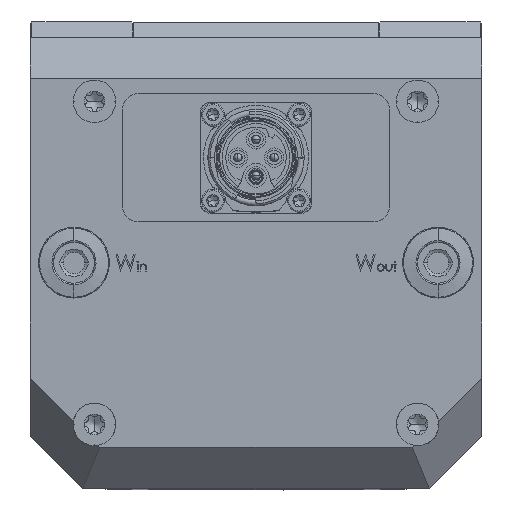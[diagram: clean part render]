
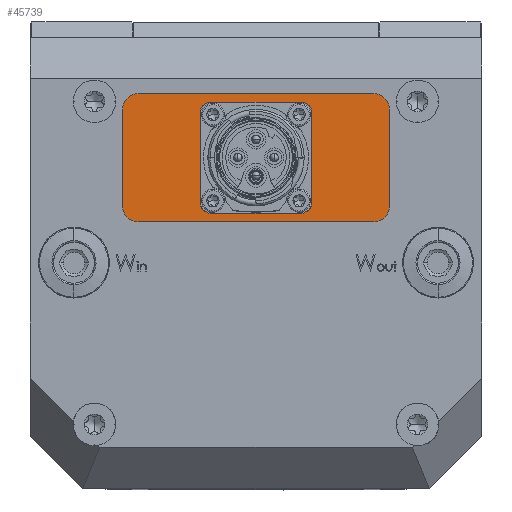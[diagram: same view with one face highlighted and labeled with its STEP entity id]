
A CAD part, top view. The second image highlights one B-rep face of the part: STEP entity #45739.
In plain terms, the highlighted planar face has unit normal (0, 0, 1).
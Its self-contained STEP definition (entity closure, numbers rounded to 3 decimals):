
#2828 = DIRECTION ( 'NONE',  ( 1., 0., 0. ) ) ;
#4721 = ORIENTED_EDGE ( 'NONE', *, *, #23441, .F. ) ;
#5803 = CARTESIAN_POINT ( 'NONE',  ( 10.85, 0., 3.5 ) ) ;
#6394 = DIRECTION ( 'NONE',  ( -1., 0., 0. ) ) ;
#7565 = CARTESIAN_POINT ( 'NONE',  ( 10.85, -8.85, 3.5 ) ) ;
#7725 = CARTESIAN_POINT ( 'NONE',  ( 0., 10.85, 3.5 ) ) ;
#8608 = LINE ( 'NONE', #196494, #229904 ) ;
#9094 = LINE ( 'NONE', #25171, #63027 ) ;
#16266 = LINE ( 'NONE', #166120, #203198 ) ;
#16276 = VERTEX_POINT ( 'NONE', #7565 ) ;
#18090 = CARTESIAN_POINT ( 'NONE',  ( 8.85, 8.85, 3.5 ) ) ;
#18697 = ORIENTED_EDGE ( 'NONE', *, *, #82205, .T. ) ;
#20257 = CARTESIAN_POINT ( 'NONE',  ( -23., 12.5, 3.5 ) ) ;
#21917 = DIRECTION ( 'NONE',  ( 0., 0., 1. ) ) ;
#22399 = EDGE_CURVE ( 'NONE', #204386, #51980, #205141, .T. ) ;
#22433 = DIRECTION ( 'NONE',  ( 0., 0., 1. ) ) ;
#23441 = EDGE_CURVE ( 'NONE', #157251, #51980, #16266, .T. ) ;
#23533 = EDGE_CURVE ( 'NONE', #149076, #60680, #34742, .T. ) ;
#23708 = CIRCLE ( 'NONE', #39521, 2. ) ;
#24282 = DIRECTION ( 'NONE',  ( 0., -1., 0. ) ) ;
#25171 = CARTESIAN_POINT ( 'NONE',  ( 26., 12.5, 3.5 ) ) ;
#32732 = ORIENTED_EDGE ( 'NONE', *, *, #23533, .T. ) ;
#34148 = FACE_OUTER_BOUND ( 'NONE', #113431, .T. ) ;
#34742 = CIRCLE ( 'NONE', #66144, 3. ) ;
#35400 = EDGE_LOOP ( 'NONE', ( #160613, #181432, #83321, #18697, #128264, #68220, #4721, #76046 ) ) ;
#35612 = VECTOR ( 'NONE', #2828, 1000. ) ;
#35913 = ORIENTED_EDGE ( 'NONE', *, *, #40575, .T. ) ;
#36084 = VERTEX_POINT ( 'NONE', #129981 ) ;
#39521 = AXIS2_PLACEMENT_3D ( 'NONE', #18090, #143402, #111441 ) ;
#39540 = ORIENTED_EDGE ( 'NONE', *, *, #113064, .T. ) ;
#40575 = EDGE_CURVE ( 'NONE', #133400, #188420, #8608, .T. ) ;
#40745 = AXIS2_PLACEMENT_3D ( 'NONE', #80168, #22433, #6394 ) ;
#41583 = LINE ( 'NONE', #76029, #229629 ) ;
#43006 = EDGE_CURVE ( 'NONE', #60680, #137092, #9094, .T. ) ;
#44648 = ORIENTED_EDGE ( 'NONE', *, *, #204257, .T. ) ;
#44690 = LINE ( 'NONE', #7725, #103709 ) ;
#45739 = ADVANCED_FACE ( 'NONE', ( #34148, #90606 ), #165526, .F. ) ;
#47339 = CIRCLE ( 'NONE', #66965, 3. ) ;
#51943 = AXIS2_PLACEMENT_3D ( 'NONE', #128773, #185366, #73624 ) ;
#51980 = VERTEX_POINT ( 'NONE', #100043 ) ;
#53077 = CARTESIAN_POINT ( 'NONE',  ( -23., -12.5, 3.5 ) ) ;
#56714 = AXIS2_PLACEMENT_3D ( 'NONE', #240447, #72231, #185190 ) ;
#58161 = CARTESIAN_POINT ( 'NONE',  ( -8.85, -8.85, 3.5 ) ) ;
#60680 = VERTEX_POINT ( 'NONE', #220752 ) ;
#62037 = VERTEX_POINT ( 'NONE', #157337 ) ;
#63027 = VECTOR ( 'NONE', #154092, 1000. ) ;
#64481 = VERTEX_POINT ( 'NONE', #239009 ) ;
#64869 = VECTOR ( 'NONE', #238607, 1000. ) ;
#66144 = AXIS2_PLACEMENT_3D ( 'NONE', #211373, #192959, #116837 ) ;
#66965 = AXIS2_PLACEMENT_3D ( 'NONE', #159039, #21917, #209812 ) ;
#68220 = ORIENTED_EDGE ( 'NONE', *, *, #22399, .T. ) ;
#69789 = CARTESIAN_POINT ( 'NONE',  ( -10.85, 8.85, 3.5 ) ) ;
#72231 = DIRECTION ( 'NONE',  ( 0., 0., -1. ) ) ;
#72795 = DIRECTION ( 'NONE',  ( -1., 0., 0. ) ) ;
#73624 = DIRECTION ( 'NONE',  ( -1., 0., 0. ) ) ;
#76029 = CARTESIAN_POINT ( 'NONE',  ( -26., -12.5, 3.5 ) ) ;
#76046 = ORIENTED_EDGE ( 'NONE', *, *, #234681, .T. ) ;
#77544 = CARTESIAN_POINT ( 'NONE',  ( 23., -12.5, 3.5 ) ) ;
#80168 = CARTESIAN_POINT ( 'NONE',  ( 23., 9.5, 3.5 ) ) ;
#82205 = EDGE_CURVE ( 'NONE', #16276, #64481, #119545, .T. ) ;
#82741 = DIRECTION ( 'NONE',  ( 1., 0., 0. ) ) ;
#83321 = ORIENTED_EDGE ( 'NONE', *, *, #147750, .T. ) ;
#90606 = FACE_BOUND ( 'NONE', #35400, .T. ) ;
#92794 = EDGE_CURVE ( 'NONE', #177052, #133400, #109209, .T. ) ;
#100043 = CARTESIAN_POINT ( 'NONE',  ( -10.85, -8.85, 3.5 ) ) ;
#103709 = VECTOR ( 'NONE', #82741, 1000. ) ;
#106410 = VERTEX_POINT ( 'NONE', #143504 ) ;
#109209 = CIRCLE ( 'NONE', #230768, 3. ) ;
#110959 = LINE ( 'NONE', #221546, #35612 ) ;
#111441 = DIRECTION ( 'NONE',  ( -1., 0., 0. ) ) ;
#112336 = EDGE_CURVE ( 'NONE', #36084, #62037, #44690, .T. ) ;
#113064 = EDGE_CURVE ( 'NONE', #168440, #177052, #142802, .T. ) ;
#113431 = EDGE_LOOP ( 'NONE', ( #35913, #44648, #119820, #32732, #113547, #241055, #39540, #130260 ) ) ;
#113547 = ORIENTED_EDGE ( 'NONE', *, *, #43006, .T. ) ;
#114553 = DIRECTION ( 'NONE',  ( 0., 0., -1. ) ) ;
#115469 = VERTEX_POINT ( 'NONE', #53077 ) ;
#116837 = DIRECTION ( 'NONE',  ( -1., 0., 0. ) ) ;
#119545 = CIRCLE ( 'NONE', #123406, 2. ) ;
#119820 = ORIENTED_EDGE ( 'NONE', *, *, #152228, .T. ) ;
#123406 = AXIS2_PLACEMENT_3D ( 'NONE', #150035, #239805, #72795 ) ;
#128264 = ORIENTED_EDGE ( 'NONE', *, *, #193494, .F. ) ;
#128773 = CARTESIAN_POINT ( 'NONE',  ( -8.85, 8.85, 3.5 ) ) ;
#129981 = CARTESIAN_POINT ( 'NONE',  ( -8.85, 10.85, 3.5 ) ) ;
#130260 = ORIENTED_EDGE ( 'NONE', *, *, #92794, .T. ) ;
#133400 = VERTEX_POINT ( 'NONE', #184459 ) ;
#135351 = DIRECTION ( 'NONE',  ( -1., 0., 0. ) ) ;
#137092 = VERTEX_POINT ( 'NONE', #216892 ) ;
#142467 = CIRCLE ( 'NONE', #40745, 3. ) ;
#142802 = LINE ( 'NONE', #215321, #64869 ) ;
#143402 = DIRECTION ( 'NONE',  ( 0., 0., -1. ) ) ;
#143504 = CARTESIAN_POINT ( 'NONE',  ( 10.85, 8.85, 3.5 ) ) ;
#147750 = EDGE_CURVE ( 'NONE', #106410, #16276, #192497, .T. ) ;
#149076 = VERTEX_POINT ( 'NONE', #77544 ) ;
#150035 = CARTESIAN_POINT ( 'NONE',  ( 8.85, -8.85, 3.5 ) ) ;
#152034 = DIRECTION ( 'NONE',  ( 1., 0., 0. ) ) ;
#152228 = EDGE_CURVE ( 'NONE', #115469, #149076, #41583, .T. ) ;
#154092 = DIRECTION ( 'NONE',  ( 0., 1., 0. ) ) ;
#157251 = VERTEX_POINT ( 'NONE', #69789 ) ;
#157337 = CARTESIAN_POINT ( 'NONE',  ( 8.85, 10.85, 3.5 ) ) ;
#159039 = CARTESIAN_POINT ( 'NONE',  ( -23., -9.5, 3.5 ) ) ;
#160613 = ORIENTED_EDGE ( 'NONE', *, *, #112336, .T. ) ;
#161908 = CARTESIAN_POINT ( 'NONE',  ( -23., 9.5, 3.5 ) ) ;
#163460 = CARTESIAN_POINT ( 'NONE',  ( -26., -9.5, 3.5 ) ) ;
#165526 = PLANE ( 'NONE',  #56714 ) ;
#166120 = CARTESIAN_POINT ( 'NONE',  ( -10.85, 0., 3.5 ) ) ;
#168440 = VERTEX_POINT ( 'NONE', #181937 ) ;
#177052 = VERTEX_POINT ( 'NONE', #20257 ) ;
#178732 = CARTESIAN_POINT ( 'NONE',  ( -8.85, -10.85, 3.5 ) ) ;
#179335 = DIRECTION ( 'NONE',  ( 0., -1., 0. ) ) ;
#181132 = VECTOR ( 'NONE', #24282, 1000. ) ;
#181432 = ORIENTED_EDGE ( 'NONE', *, *, #184675, .T. ) ;
#181937 = CARTESIAN_POINT ( 'NONE',  ( 23., 12.5, 3.5 ) ) ;
#184459 = CARTESIAN_POINT ( 'NONE',  ( -26., 9.5, 3.5 ) ) ;
#184675 = EDGE_CURVE ( 'NONE', #62037, #106410, #23708, .T. ) ;
#185190 = DIRECTION ( 'NONE',  ( -1., 0., 0. ) ) ;
#185366 = DIRECTION ( 'NONE',  ( 0., 0., -1. ) ) ;
#185522 = AXIS2_PLACEMENT_3D ( 'NONE', #58161, #114553, #135351 ) ;
#188420 = VERTEX_POINT ( 'NONE', #163460 ) ;
#189148 = EDGE_CURVE ( 'NONE', #137092, #168440, #142467, .T. ) ;
#192497 = LINE ( 'NONE', #5803, #181132 ) ;
#192959 = DIRECTION ( 'NONE',  ( 0., 0., 1. ) ) ;
#193494 = EDGE_CURVE ( 'NONE', #204386, #64481, #110959, .T. ) ;
#196494 = CARTESIAN_POINT ( 'NONE',  ( -26., 12.5, 3.5 ) ) ;
#203198 = VECTOR ( 'NONE', #241065, 1000. ) ;
#204257 = EDGE_CURVE ( 'NONE', #188420, #115469, #47339, .T. ) ;
#204386 = VERTEX_POINT ( 'NONE', #178732 ) ;
#205141 = CIRCLE ( 'NONE', #185522, 2. ) ;
#209812 = DIRECTION ( 'NONE',  ( -1., 0., 0. ) ) ;
#211373 = CARTESIAN_POINT ( 'NONE',  ( 23., -9.5, 3.5 ) ) ;
#215321 = CARTESIAN_POINT ( 'NONE',  ( -26., 12.5, 3.5 ) ) ;
#216433 = CIRCLE ( 'NONE', #51943, 2. ) ;
#216892 = CARTESIAN_POINT ( 'NONE',  ( 26., 9.5, 3.5 ) ) ;
#219635 = DIRECTION ( 'NONE',  ( 0., 0., 1. ) ) ;
#220752 = CARTESIAN_POINT ( 'NONE',  ( 26., -9.5, 3.5 ) ) ;
#220837 = DIRECTION ( 'NONE',  ( -1., 0., 0. ) ) ;
#221546 = CARTESIAN_POINT ( 'NONE',  ( 0., -10.85, 3.5 ) ) ;
#229629 = VECTOR ( 'NONE', #152034, 1000. ) ;
#229904 = VECTOR ( 'NONE', #179335, 1000. ) ;
#230768 = AXIS2_PLACEMENT_3D ( 'NONE', #161908, #219635, #220837 ) ;
#234681 = EDGE_CURVE ( 'NONE', #157251, #36084, #216433, .T. ) ;
#238607 = DIRECTION ( 'NONE',  ( -1., 0., 0. ) ) ;
#239009 = CARTESIAN_POINT ( 'NONE',  ( 8.85, -10.85, 3.5 ) ) ;
#239805 = DIRECTION ( 'NONE',  ( 0., 0., -1. ) ) ;
#240447 = CARTESIAN_POINT ( 'NONE',  ( 0., 0., 3.5 ) ) ;
#241055 = ORIENTED_EDGE ( 'NONE', *, *, #189148, .T. ) ;
#241065 = DIRECTION ( 'NONE',  ( 0., -1., 0. ) ) ;
